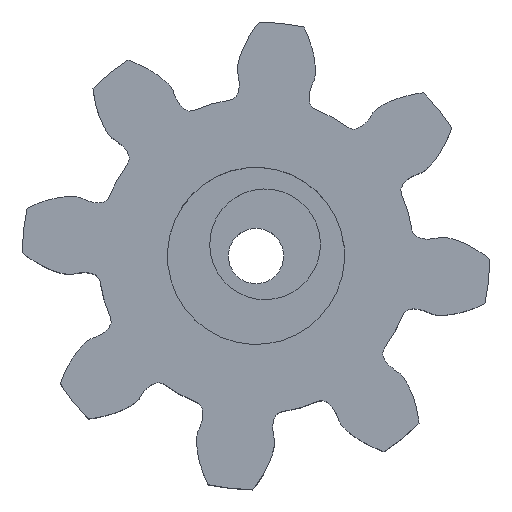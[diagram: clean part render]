
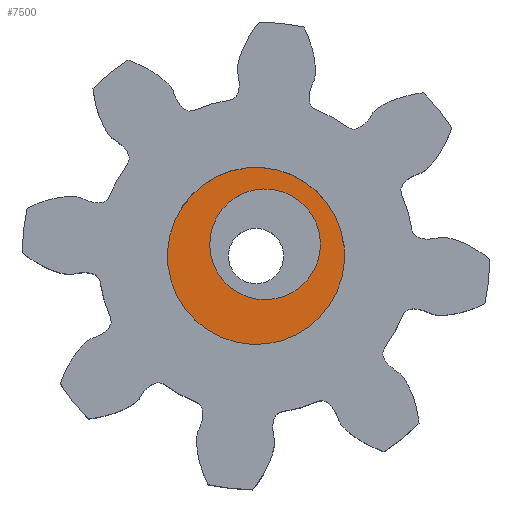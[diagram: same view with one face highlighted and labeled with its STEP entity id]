
A CAD part, top view. The second image highlights one B-rep face of the part: STEP entity #7500.
In plain terms, the highlighted planar face has unit normal (0, 0, 1).
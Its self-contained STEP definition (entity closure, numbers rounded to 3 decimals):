
#18=FACE_BOUND('',#785,.T.);
#27=PLANE('',#7897);
#404=FACE_OUTER_BOUND('',#784,.T.);
#784=EDGE_LOOP('',(#6022));
#785=EDGE_LOOP('',(#6023));
#3380=CIRCLE('',#7890,1.5);
#3382=CIRCLE('',#7894,2.4);
#3400=VERTEX_POINT('',#10191);
#3402=VERTEX_POINT('',#10198);
#4152=EDGE_CURVE('',#3400,#3400,#3380,.T.);
#4155=EDGE_CURVE('',#3402,#3402,#3382,.T.);
#6022=ORIENTED_EDGE('',*,*,#4155,.T.);
#6023=ORIENTED_EDGE('',*,*,#4152,.T.);
#7500=ADVANCED_FACE('',(#404,#18),#27,.T.);
#7890=AXIS2_PLACEMENT_3D('',#10193,#8305,#8306);
#7894=AXIS2_PLACEMENT_3D('',#10200,#8314,#8315);
#7897=AXIS2_PLACEMENT_3D('',#11657,#9048,#9049);
#8305=DIRECTION('center_axis',(0.,0.,-1.));
#8306=DIRECTION('ref_axis',(-0.931,-0.365,0.));
#8314=DIRECTION('center_axis',(0.,0.,1.));
#8315=DIRECTION('ref_axis',(-0.998,0.062,0.));
#9048=DIRECTION('center_axis',(0.,0.,1.));
#9049=DIRECTION('ref_axis',(1.,0.,0.));
#10191=CARTESIAN_POINT('',(1.642,0.864,2.));
#10193=CARTESIAN_POINT('Origin',(0.246,0.317,2.));
#10198=CARTESIAN_POINT('',(2.395,-0.149,2.));
#10200=CARTESIAN_POINT('Origin',(0.,0.,2.));
#11657=CARTESIAN_POINT('Origin',(0.,0.,2.));
